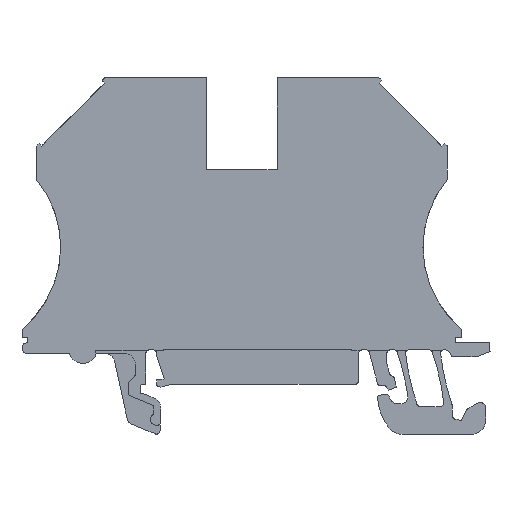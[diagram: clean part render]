
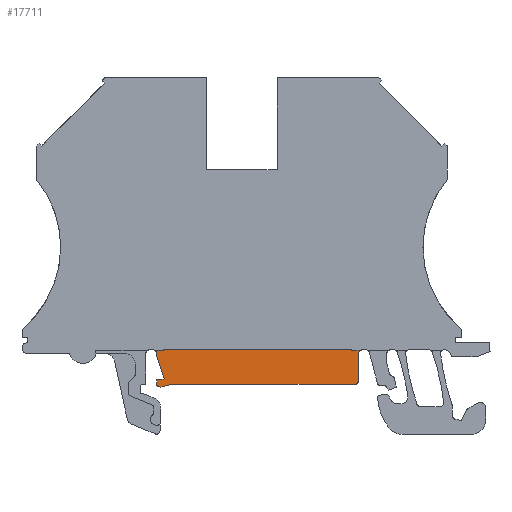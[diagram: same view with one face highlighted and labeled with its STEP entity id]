
A CAD part, left-side view. The second image highlights one B-rep face of the part: STEP entity #17711.
In plain terms, the highlighted planar face has unit normal (-1, 0, 0).
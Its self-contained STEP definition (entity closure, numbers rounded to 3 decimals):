
#12472=AXIS2_PLACEMENT_3D('Circle Axis2P3D',#12470,#12471,$) ;
#12553=AXIS2_PLACEMENT_3D('Circle Axis2P3D',#12551,#12552,$) ;
#12598=AXIS2_PLACEMENT_3D('Circle Axis2P3D',#12596,#12597,$) ;
#12655=AXIS2_PLACEMENT_3D('Circle Axis2P3D',#12653,#12654,$) ;
#12692=AXIS2_PLACEMENT_3D('Circle Axis2P3D',#12690,#12691,$) ;
#12740=AXIS2_PLACEMENT_3D('Circle Axis2P3D',#12738,#12739,$) ;
#12842=AXIS2_PLACEMENT_3D('Circle Axis2P3D',#12840,#12841,$) ;
#12895=AXIS2_PLACEMENT_3D('Circle Axis2P3D',#12893,#12894,$) ;
#12966=AXIS2_PLACEMENT_3D('Circle Axis2P3D',#12964,#12965,$) ;
#17649=AXIS2_PLACEMENT_3D('Plane Axis2P3D',#17646,#17647,#17648) ;
#12446=CARTESIAN_POINT('Vertex',(2.,47.2,11.8)) ;
#12467=CARTESIAN_POINT('Vertex',(2.,47.,11.4)) ;
#12470=CARTESIAN_POINT('Axis2P3D Location',(2.,47.5,11.4)) ;
#12489=CARTESIAN_POINT('Line Origine',(2.,47.,11.23)) ;
#12493=CARTESIAN_POINT('Vertex',(2.,47.,11.06)) ;
#12520=CARTESIAN_POINT('Line Origine',(2.,46.463,9.436)) ;
#12524=CARTESIAN_POINT('Vertex',(2.,45.927,7.811)) ;
#12551=CARTESIAN_POINT('Axis2P3D Location',(2.,46.396,9.341)) ;
#12555=CARTESIAN_POINT('Vertex',(2.,46.396,7.741)) ;
#12593=CARTESIAN_POINT('Vertex',(2.,46.641,7.759)) ;
#12596=CARTESIAN_POINT('Axis2P3D Location',(2.,46.396,9.341)) ;
#12613=CARTESIAN_POINT('Line Origine',(2.,46.676,7.765)) ;
#12617=CARTESIAN_POINT('Vertex',(2.,46.712,7.77)) ;
#12648=CARTESIAN_POINT('Vertex',(2.,46.75,7.773)) ;
#12653=CARTESIAN_POINT('Axis2P3D Location',(2.,46.75,7.523)) ;
#12687=CARTESIAN_POINT('Vertex',(2.,47.,7.523)) ;
#12690=CARTESIAN_POINT('Axis2P3D Location',(2.,46.75,7.523)) ;
#12707=CARTESIAN_POINT('Line Origine',(2.,47.,7.263)) ;
#12711=CARTESIAN_POINT('Vertex',(2.,47.,7.004)) ;
#12738=CARTESIAN_POINT('Axis2P3D Location',(2.,46.75,7.004)) ;
#12742=CARTESIAN_POINT('Vertex',(2.,46.815,6.762)) ;
#12769=CARTESIAN_POINT('Line Origine',(2.,46.595,6.703)) ;
#12773=CARTESIAN_POINT('Vertex',(2.,46.376,6.645)) ;
#12800=CARTESIAN_POINT('Line Origine',(2.,45.684,6.83)) ;
#12804=CARTESIAN_POINT('Vertex',(2.,44.991,7.016)) ;
#12835=CARTESIAN_POINT('Vertex',(2.,44.732,7.05)) ;
#12840=CARTESIAN_POINT('Axis2P3D Location',(2.,44.732,6.05)) ;
#12862=CARTESIAN_POINT('Line Origine',(2.,31.866,7.05)) ;
#12866=CARTESIAN_POINT('Vertex',(2.,19.,7.05)) ;
#12893=CARTESIAN_POINT('Axis2P3D Location',(2.,19.,7.55)) ;
#12897=CARTESIAN_POINT('Vertex',(2.,18.5,7.55)) ;
#12924=CARTESIAN_POINT('Line Origine',(2.,18.5,9.475)) ;
#12928=CARTESIAN_POINT('Vertex',(2.,18.5,11.4)) ;
#12959=CARTESIAN_POINT('Vertex',(2.,18.3,11.8)) ;
#12964=CARTESIAN_POINT('Axis2P3D Location',(2.,18.,11.4)) ;
#17646=CARTESIAN_POINT('Axis2P3D Location',(2.,65.956,0.)) ;
#17651=CARTESIAN_POINT('Line Origine',(2.,46.613,11.8)) ;
#17655=CARTESIAN_POINT('Vertex',(2.,46.026,11.8)) ;
#17658=CARTESIAN_POINT('Line Origine',(2.,18.9,11.8)) ;
#17662=CARTESIAN_POINT('Vertex',(2.,19.5,11.8)) ;
#17665=CARTESIAN_POINT('Line Origine',(2.,19.5,11.85)) ;
#17669=CARTESIAN_POINT('Vertex',(2.,19.5,11.9)) ;
#17672=CARTESIAN_POINT('Line Origine',(2.,32.75,11.9)) ;
#17676=CARTESIAN_POINT('Vertex',(2.,46.,11.9)) ;
#17680=CARTESIAN_POINT('Control Point',(2.,46.,11.9)) ;
#17681=CARTESIAN_POINT('Control Point',(2.,46.005,11.88)) ;
#17682=CARTESIAN_POINT('Control Point',(2.,46.011,11.86)) ;
#17683=CARTESIAN_POINT('Control Point',(2.,46.016,11.84)) ;
#17684=CARTESIAN_POINT('Control Point',(2.,46.021,11.82)) ;
#17685=CARTESIAN_POINT('Control Point',(2.,46.026,11.8)) ;
#12471=DIRECTION('Axis2P3D Direction',(-1.,0.,0.)) ;
#12490=DIRECTION('Vector Direction',(0.,0.,-1.)) ;
#12521=DIRECTION('Vector Direction',(0.,-0.314,-0.95)) ;
#12552=DIRECTION('Axis2P3D Direction',(-1.,0.,0.)) ;
#12597=DIRECTION('Axis2P3D Direction',(-1.,0.,0.)) ;
#12614=DIRECTION('Vector Direction',(0.,0.988,0.153)) ;
#12654=DIRECTION('Axis2P3D Direction',(-1.,0.,0.)) ;
#12691=DIRECTION('Axis2P3D Direction',(-1.,0.,0.)) ;
#12708=DIRECTION('Vector Direction',(0.,0.,-1.)) ;
#12739=DIRECTION('Axis2P3D Direction',(-1.,0.,0.)) ;
#12770=DIRECTION('Vector Direction',(0.,-0.966,-0.259)) ;
#12801=DIRECTION('Vector Direction',(0.,-0.966,0.259)) ;
#12841=DIRECTION('Axis2P3D Direction',(-1.,0.,0.)) ;
#12863=DIRECTION('Vector Direction',(0.,-1.,0.)) ;
#12894=DIRECTION('Axis2P3D Direction',(-1.,0.,0.)) ;
#12925=DIRECTION('Vector Direction',(0.,0.,1.)) ;
#12965=DIRECTION('Axis2P3D Direction',(-1.,0.,0.)) ;
#17647=DIRECTION('Axis2P3D Direction',(-1.,0.,0.)) ;
#17648=DIRECTION('Axis2P3D XDirection',(0.,0.,-1.)) ;
#17652=DIRECTION('Vector Direction',(0.,1.,0.)) ;
#17659=DIRECTION('Vector Direction',(0.,1.,0.)) ;
#17666=DIRECTION('Vector Direction',(0.,0.,-1.)) ;
#17673=DIRECTION('Vector Direction',(0.,-1.,0.)) ;
#12491=VECTOR('Line Direction',#12490,1.) ;
#12522=VECTOR('Line Direction',#12521,1.) ;
#12615=VECTOR('Line Direction',#12614,1.) ;
#12709=VECTOR('Line Direction',#12708,1.) ;
#12771=VECTOR('Line Direction',#12770,1.) ;
#12802=VECTOR('Line Direction',#12801,1.) ;
#12864=VECTOR('Line Direction',#12863,1.) ;
#12926=VECTOR('Line Direction',#12925,1.) ;
#17653=VECTOR('Line Direction',#17652,1.) ;
#17660=VECTOR('Line Direction',#17659,1.) ;
#17667=VECTOR('Line Direction',#17666,1.) ;
#17674=VECTOR('Line Direction',#17673,1.) ;
#17688=ORIENTED_EDGE('',*,*,#17657,.T.) ;
#17689=ORIENTED_EDGE('',*,*,#12474,.F.) ;
#17690=ORIENTED_EDGE('',*,*,#12495,.T.) ;
#17691=ORIENTED_EDGE('',*,*,#12526,.T.) ;
#17692=ORIENTED_EDGE('',*,*,#12557,.F.) ;
#17693=ORIENTED_EDGE('',*,*,#12600,.F.) ;
#17694=ORIENTED_EDGE('',*,*,#12619,.T.) ;
#17695=ORIENTED_EDGE('',*,*,#12657,.T.) ;
#17696=ORIENTED_EDGE('',*,*,#12694,.T.) ;
#17697=ORIENTED_EDGE('',*,*,#12713,.T.) ;
#17698=ORIENTED_EDGE('',*,*,#12744,.T.) ;
#17699=ORIENTED_EDGE('',*,*,#12775,.T.) ;
#17700=ORIENTED_EDGE('',*,*,#12806,.T.) ;
#17701=ORIENTED_EDGE('',*,*,#12844,.F.) ;
#17702=ORIENTED_EDGE('',*,*,#12868,.T.) ;
#17703=ORIENTED_EDGE('',*,*,#12899,.T.) ;
#17704=ORIENTED_EDGE('',*,*,#12930,.T.) ;
#17705=ORIENTED_EDGE('',*,*,#12968,.F.) ;
#17706=ORIENTED_EDGE('',*,*,#17664,.T.) ;
#17707=ORIENTED_EDGE('',*,*,#17671,.F.) ;
#17708=ORIENTED_EDGE('',*,*,#17678,.F.) ;
#17709=ORIENTED_EDGE('',*,*,#17686,.T.) ;
#17711=ADVANCED_FACE('V1',(#17710),#17650,.T.) ;
#17679=B_SPLINE_CURVE_WITH_KNOTS('',5,(#17680,#17681,#17682,#17683,#17684,#17685),.UNSPECIFIED.,.F.,.U.,(6,6),(0.,0.146),.UNSPECIFIED.) ;
#12473=CIRCLE('generated circle',#12472,0.5) ;
#12554=CIRCLE('generated circle',#12553,1.6) ;
#12599=CIRCLE('generated circle',#12598,1.6) ;
#12656=CIRCLE('generated circle',#12655,0.25) ;
#12693=CIRCLE('generated circle',#12692,0.25) ;
#12741=CIRCLE('generated circle',#12740,0.25) ;
#12843=CIRCLE('generated circle',#12842,1.) ;
#12896=CIRCLE('generated circle',#12895,0.5) ;
#12967=CIRCLE('generated circle',#12966,0.5) ;
#12474=EDGE_CURVE('',#12468,#12447,#12473,.T.) ;
#12495=EDGE_CURVE('',#12468,#12494,#12492,.T.) ;
#12526=EDGE_CURVE('',#12494,#12525,#12523,.T.) ;
#12557=EDGE_CURVE('',#12556,#12525,#12554,.T.) ;
#12600=EDGE_CURVE('',#12594,#12556,#12599,.T.) ;
#12619=EDGE_CURVE('',#12594,#12618,#12616,.T.) ;
#12657=EDGE_CURVE('',#12618,#12649,#12656,.T.) ;
#12694=EDGE_CURVE('',#12649,#12688,#12693,.T.) ;
#12713=EDGE_CURVE('',#12688,#12712,#12710,.T.) ;
#12744=EDGE_CURVE('',#12712,#12743,#12741,.T.) ;
#12775=EDGE_CURVE('',#12743,#12774,#12772,.T.) ;
#12806=EDGE_CURVE('',#12774,#12805,#12803,.T.) ;
#12844=EDGE_CURVE('',#12836,#12805,#12843,.T.) ;
#12868=EDGE_CURVE('',#12836,#12867,#12865,.T.) ;
#12899=EDGE_CURVE('',#12867,#12898,#12896,.T.) ;
#12930=EDGE_CURVE('',#12898,#12929,#12927,.T.) ;
#12968=EDGE_CURVE('',#12960,#12929,#12967,.T.) ;
#17657=EDGE_CURVE('',#17656,#12447,#17654,.T.) ;
#17664=EDGE_CURVE('',#12960,#17663,#17661,.T.) ;
#17671=EDGE_CURVE('',#17670,#17663,#17668,.T.) ;
#17678=EDGE_CURVE('',#17677,#17670,#17675,.T.) ;
#17686=EDGE_CURVE('',#17677,#17656,#17679,.T.) ;
#17687=EDGE_LOOP('',(#17688,#17689,#17690,#17691,#17692,#17693,#17694,#17695,#17696,#17697,#17698,#17699,#17700,#17701,#17702,#17703,#17704,#17705,#17706,#17707,#17708,#17709)) ;
#17710=FACE_OUTER_BOUND('',#17687,.T.) ;
#12492=LINE('Line',#12489,#12491) ;
#12523=LINE('Line',#12520,#12522) ;
#12616=LINE('Line',#12613,#12615) ;
#12710=LINE('Line',#12707,#12709) ;
#12772=LINE('Line',#12769,#12771) ;
#12803=LINE('Line',#12800,#12802) ;
#12865=LINE('Line',#12862,#12864) ;
#12927=LINE('Line',#12924,#12926) ;
#17654=LINE('Line',#17651,#17653) ;
#17661=LINE('Line',#17658,#17660) ;
#17668=LINE('Line',#17665,#17667) ;
#17675=LINE('Line',#17672,#17674) ;
#17650=PLANE('',#17649) ;
#12447=VERTEX_POINT('',#12446) ;
#12468=VERTEX_POINT('',#12467) ;
#12494=VERTEX_POINT('',#12493) ;
#12525=VERTEX_POINT('',#12524) ;
#12556=VERTEX_POINT('',#12555) ;
#12594=VERTEX_POINT('',#12593) ;
#12618=VERTEX_POINT('',#12617) ;
#12649=VERTEX_POINT('',#12648) ;
#12688=VERTEX_POINT('',#12687) ;
#12712=VERTEX_POINT('',#12711) ;
#12743=VERTEX_POINT('',#12742) ;
#12774=VERTEX_POINT('',#12773) ;
#12805=VERTEX_POINT('',#12804) ;
#12836=VERTEX_POINT('',#12835) ;
#12867=VERTEX_POINT('',#12866) ;
#12898=VERTEX_POINT('',#12897) ;
#12929=VERTEX_POINT('',#12928) ;
#12960=VERTEX_POINT('',#12959) ;
#17656=VERTEX_POINT('',#17655) ;
#17663=VERTEX_POINT('',#17662) ;
#17670=VERTEX_POINT('',#17669) ;
#17677=VERTEX_POINT('',#17676) ;
